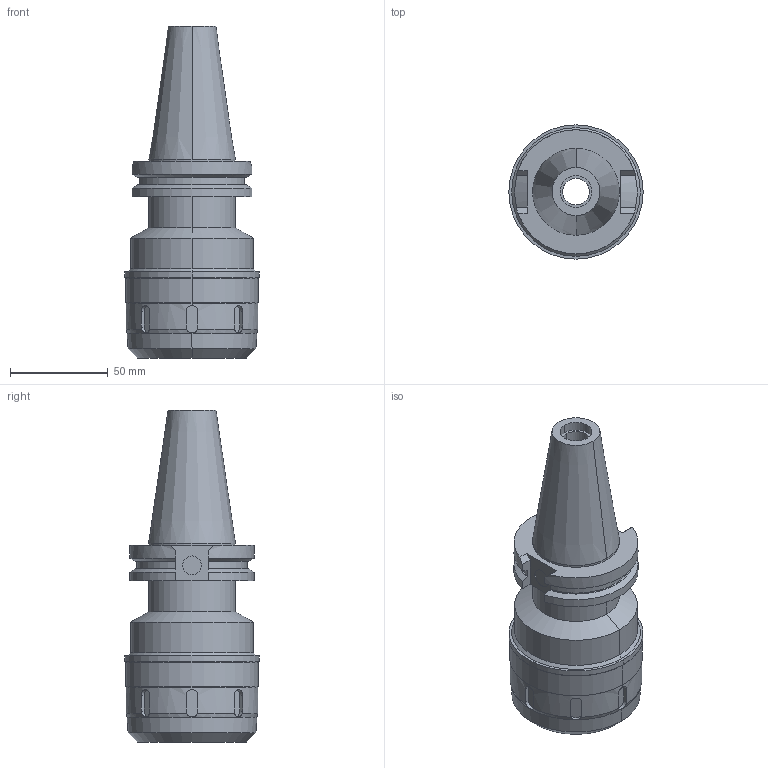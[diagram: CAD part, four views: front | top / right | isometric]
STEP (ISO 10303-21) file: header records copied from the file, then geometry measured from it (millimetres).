
FILE_DESCRIPTION((''),'2;1');
FILE_NAME('BCV40-HMC1_250S-4','2018-04-16T',('ykawabe'),(''),'CREO PARAMETRIC BY PTC INC, 2016380','CREO PARAMETRIC BY PTC INC, 2016380','');
FILE_SCHEMA(('AUTOMOTIVE_DESIGN { 1 0 10303 214 1 1 1 1 }'));
Length unit declared in the file: millimetre
Products named in the file (1): BCV40-HMC1_250S-4
Bounding box: 68.7 x 68.7 x 169.85 mm (x, y, z)
Volume: 274210.2 mm3; surface area: 48505.4 mm2
Topology: 1 solids, 1 shells, 119 faces, 340 edges, 232 vertices
Faces by surface type: cylinder 50, plane 49, cone 20
Entity records: 5347 total; most frequent: CARTESIAN_POINT 996, ORIENTED_EDGE 680, DIRECTION 668, PRESENTATION_STYLE_ASSIGNMENT 345, STYLED_ITEM 345, CURVE_STYLE 344, EDGE_CURVE 340, AXIS2_PLACEMENT_3D 258
